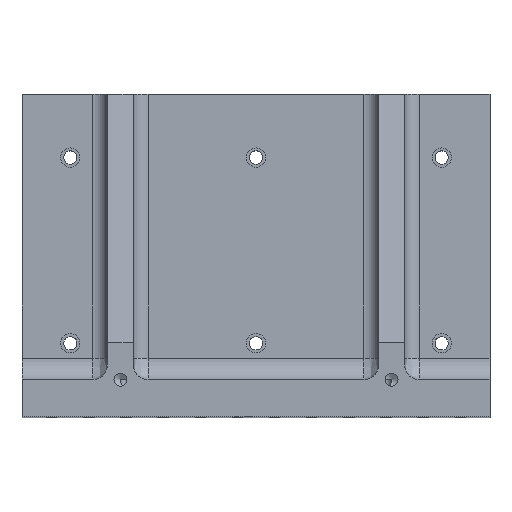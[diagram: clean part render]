
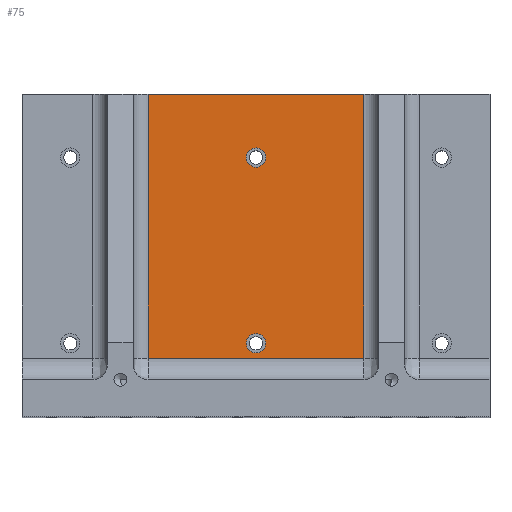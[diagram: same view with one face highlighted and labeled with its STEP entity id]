
A CAD part, top view. The second image highlights one B-rep face of the part: STEP entity #75.
In plain terms, the highlighted planar face has unit normal (0, 0, 1).
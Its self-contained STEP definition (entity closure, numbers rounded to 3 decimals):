
#75 = ADVANCED_FACE( '', ( #349, #350, #351 ), #352, .F. );
#349 = FACE_BOUND( '', #1333, .T. );
#350 = FACE_BOUND( '', #1334, .T. );
#351 = FACE_OUTER_BOUND( '', #1335, .T. );
#352 = PLANE( '', #1336 );
#1333 = EDGE_LOOP( '', ( #2405 ) );
#1334 = EDGE_LOOP( '', ( #2406 ) );
#1335 = EDGE_LOOP( '', ( #2407, #2408, #2409, #2410 ) );
#1336 = AXIS2_PLACEMENT_3D( '', #2411, #2412, #2413 );
#2405 = ORIENTED_EDGE( '', *, *, #4220, .T. );
#2406 = ORIENTED_EDGE( '', *, *, #4221, .T. );
#2407 = ORIENTED_EDGE( '', *, *, #4222, .T. );
#2408 = ORIENTED_EDGE( '', *, *, #4223, .T. );
#2409 = ORIENTED_EDGE( '', *, *, #4224, .T. );
#2410 = ORIENTED_EDGE( '', *, *, #4225, .T. );
#2411 = CARTESIAN_POINT( '', ( 315., 435., 40. ) );
#2412 = DIRECTION( '', ( 0., 0., -1. ) );
#2413 = DIRECTION( '', ( 0., 1., 0. ) );
#4220 = EDGE_CURVE( '', #4725, #4725, #4726, .T. );
#4221 = EDGE_CURVE( '', #4727, #4727, #4728, .T. );
#4222 = EDGE_CURVE( '', #4729, #4730, #4731, .F. );
#4223 = EDGE_CURVE( '', #4730, #4732, #4733, .F. );
#4224 = EDGE_CURVE( '', #4732, #4734, #4735, .T. );
#4225 = EDGE_CURVE( '', #4734, #4729, #4736, .F. );
#4725 = VERTEX_POINT( '', #5648 );
#4726 = CIRCLE( '', #5649, 13. );
#4727 = VERTEX_POINT( '', #5650 );
#4728 = CIRCLE( '', #5651, 13. );
#4729 = VERTEX_POINT( '', #5652 );
#4730 = VERTEX_POINT( '', #5653 );
#4731 = LINE( '', #5654, #5655 );
#4732 = VERTEX_POINT( '', #5656 );
#4733 = LINE( '', #5657, #5658 );
#4734 = VERTEX_POINT( '', #5659 );
#4735 = LINE( '', #5660, #5661 );
#4736 = LINE( '', #5662, #5663 );
#5648 = CARTESIAN_POINT( '', ( 0., 87., 40. ) );
#5649 = AXIS2_PLACEMENT_3D( '', #6758, #6759, #6760 );
#5650 = CARTESIAN_POINT( '', ( 0., 337., 40. ) );
#5651 = AXIS2_PLACEMENT_3D( '', #6761, #6762, #6763 );
#5652 = CARTESIAN_POINT( '', ( -145., 80., 40. ) );
#5653 = CARTESIAN_POINT( '', ( 145., 80., 40. ) );
#5654 = CARTESIAN_POINT( '', ( 315., 80., 40. ) );
#5655 = VECTOR( '', #6764, 1000. );
#5656 = CARTESIAN_POINT( '', ( 145., 435., 40. ) );
#5657 = CARTESIAN_POINT( '', ( 145., 435., 40. ) );
#5658 = VECTOR( '', #6765, 1000. );
#5659 = CARTESIAN_POINT( '', ( -145., 435., 40. ) );
#5660 = CARTESIAN_POINT( '', ( 315., 435., 40. ) );
#5661 = VECTOR( '', #6766, 1000. );
#5662 = CARTESIAN_POINT( '', ( -145., 80., 40. ) );
#5663 = VECTOR( '', #6767, 1000. );
#6758 = CARTESIAN_POINT( '', ( 0., 100., 40. ) );
#6759 = DIRECTION( '', ( 0., 0., -1. ) );
#6760 = DIRECTION( '', ( 0., -1., 0. ) );
#6761 = CARTESIAN_POINT( '', ( 0., 350., 40. ) );
#6762 = DIRECTION( '', ( 0., 0., -1. ) );
#6763 = DIRECTION( '', ( 0., -1., 0. ) );
#6764 = DIRECTION( '', ( -1., 0., 0. ) );
#6765 = DIRECTION( '', ( 0., -1., 0. ) );
#6766 = DIRECTION( '', ( -1., 0., 0. ) );
#6767 = DIRECTION( '', ( 0., 1., 0. ) );
